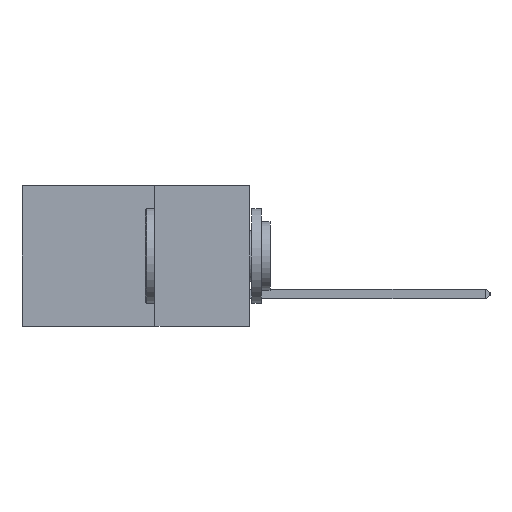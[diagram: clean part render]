
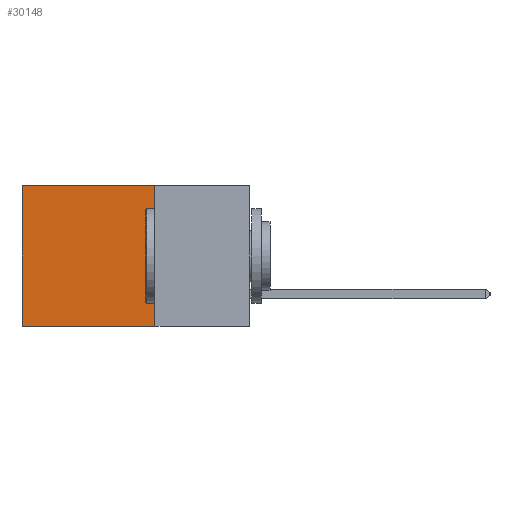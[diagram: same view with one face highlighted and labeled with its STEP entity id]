
A CAD part, left-side view. The second image highlights one B-rep face of the part: STEP entity #30148.
In plain terms, the highlighted planar face has unit normal (-1, 0, 0).
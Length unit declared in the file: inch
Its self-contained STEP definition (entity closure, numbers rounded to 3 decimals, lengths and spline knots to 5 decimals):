
#35 = ORIENTED_EDGE ( 'NONE', *, *, #30483, .F. ) ;
#422 = EDGE_CURVE ( 'NONE', #9618, #4759, #23247, .T. ) ;
#2727 = DIRECTION ( 'NONE',  ( 0., 0., -1. ) ) ;
#4113 = DIRECTION ( 'NONE',  ( 0., 1., 0. ) ) ;
#4734 = AXIS2_PLACEMENT_3D ( 'NONE', #29484, #17430, #2727 ) ;
#4759 = VERTEX_POINT ( 'NONE', #26230 ) ;
#6473 = CARTESIAN_POINT ( 'NONE',  ( 0.2875, 0.6, -0.37 ) ) ;
#6930 = ORIENTED_EDGE ( 'NONE', *, *, #422, .T. ) ;
#8731 = LINE ( 'NONE', #25970, #27386 ) ;
#9618 = VERTEX_POINT ( 'NONE', #17240 ) ;
#10128 = EDGE_CURVE ( 'NONE', #9618, #17832, #16857, .T. ) ;
#10310 = VECTOR ( 'NONE', #28383, 39.37008 ) ;
#11296 = DIRECTION ( 'NONE',  ( 0., 0., -1. ) ) ;
#12264 = EDGE_LOOP ( 'NONE', ( #19418, #35, #13233, #6930 ) ) ;
#12495 = PLANE ( 'NONE',  #4734 ) ;
#13233 = ORIENTED_EDGE ( 'NONE', *, *, #10128, .F. ) ;
#14829 = CARTESIAN_POINT ( 'NONE',  ( 0.2875, 0.25, -0.37 ) ) ;
#14880 = LINE ( 'NONE', #23414, #27048 ) ;
#16857 = LINE ( 'NONE', #21841, #28974 ) ;
#17240 = CARTESIAN_POINT ( 'NONE',  ( 0.2875, 0.25, 0. ) ) ;
#17430 = DIRECTION ( 'NONE',  ( 1., 0., 0. ) ) ;
#17832 = VERTEX_POINT ( 'NONE', #14829 ) ;
#19418 = ORIENTED_EDGE ( 'NONE', *, *, #29191, .T. ) ;
#21841 = CARTESIAN_POINT ( 'NONE',  ( 0.2875, 0.25, 0. ) ) ;
#22091 = VERTEX_POINT ( 'NONE', #6473 ) ;
#23247 = LINE ( 'NONE', #27017, #10310 ) ;
#23414 = CARTESIAN_POINT ( 'NONE',  ( 0.2875, 0.6, 0. ) ) ;
#24347 = DIRECTION ( 'NONE',  ( 0., 0., -1. ) ) ;
#25483 = FACE_OUTER_BOUND ( 'NONE', #12264, .T. ) ;
#25970 = CARTESIAN_POINT ( 'NONE',  ( 0.2875, 0.25, -0.37 ) ) ;
#26230 = CARTESIAN_POINT ( 'NONE',  ( 0.2875, 0.6, 0. ) ) ;
#27017 = CARTESIAN_POINT ( 'NONE',  ( 0.2875, 0.25, 0. ) ) ;
#27048 = VECTOR ( 'NONE', #11296, 39.37008 ) ;
#27386 = VECTOR ( 'NONE', #4113, 39.37008 ) ;
#28383 = DIRECTION ( 'NONE',  ( 0., 1., 0. ) ) ;
#28974 = VECTOR ( 'NONE', #24347, 39.37008 ) ;
#29191 = EDGE_CURVE ( 'NONE', #4759, #22091, #14880, .T. ) ;
#29484 = CARTESIAN_POINT ( 'NONE',  ( 0.2875, 0.25, 0. ) ) ;
#30148 = ADVANCED_FACE ( 'NONE', ( #25483 ), #12495, .F. ) ;
#30483 = EDGE_CURVE ( 'NONE', #17832, #22091, #8731, .T. ) ;
